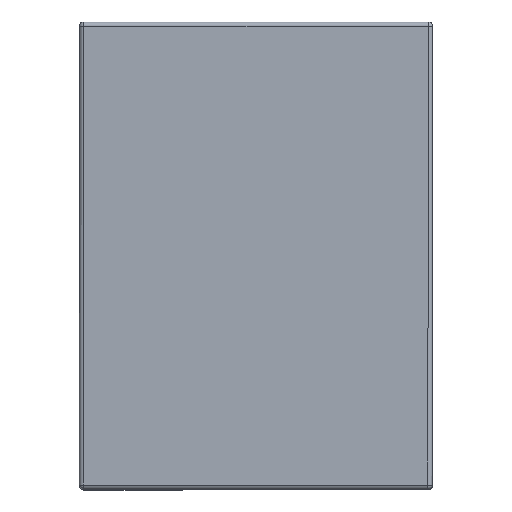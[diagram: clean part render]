
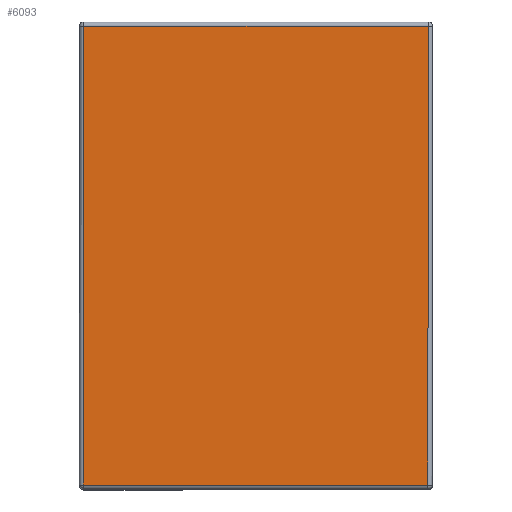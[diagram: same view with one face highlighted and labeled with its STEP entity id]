
A CAD part, top view. The second image highlights one B-rep face of the part: STEP entity #6093.
In plain terms, the highlighted planar face has unit normal (0, 0, 1).
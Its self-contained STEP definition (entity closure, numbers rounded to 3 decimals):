
#424=LINE('',#22255,#655);
#425=LINE('',#22258,#656);
#426=LINE('',#22260,#657);
#427=LINE('',#22262,#658);
#655=VECTOR('',#8785,1000.);
#656=VECTOR('',#8786,1000.);
#657=VECTOR('',#8787,1000.);
#658=VECTOR('',#8788,1000.);
#765=PLANE('',#7262);
#2109=ORIENTED_EDGE('',*,*,#2844,.T.);
#2110=ORIENTED_EDGE('',*,*,#2845,.T.);
#2111=ORIENTED_EDGE('',*,*,#2846,.T.);
#2112=ORIENTED_EDGE('',*,*,#2847,.T.);
#2844=EDGE_CURVE('',#3386,#3387,#424,.F.);
#2845=EDGE_CURVE('',#3387,#3388,#425,.F.);
#2846=EDGE_CURVE('',#3388,#3389,#426,.F.);
#2847=EDGE_CURVE('',#3389,#3386,#427,.F.);
#3386=VERTEX_POINT('',#22256);
#3387=VERTEX_POINT('',#22257);
#3388=VERTEX_POINT('',#22259);
#3389=VERTEX_POINT('',#22261);
#4582=EDGE_LOOP('',(#2109,#2110,#2111,#2112));
#5353=FACE_BOUND('',#4582,.T.);
#6093=ADVANCED_FACE('',(#5353),#765,.F.);
#7262=AXIS2_PLACEMENT_3D('',#22254,#8783,#8784);
#8783=DIRECTION('',(0.,0.,-1.));
#8784=DIRECTION('',(-1.,0.,0.));
#8785=DIRECTION('',(1.,0.,0.));
#8786=DIRECTION('',(0.,1.,0.));
#8787=DIRECTION('',(-1.,0.,0.));
#8788=DIRECTION('',(-0.001,-1.,0.));
#22254=CARTESIAN_POINT('',(0.,0.,
1.141));
#22255=CARTESIAN_POINT('',(-1.252,2.502,1.141));
#22256=CARTESIAN_POINT('',(1.224,2.502,1.141));
#22257=CARTESIAN_POINT('',(-1.222,2.502,1.141));
#22258=CARTESIAN_POINT('',(-1.223,-0.783,1.141));
#22259=CARTESIAN_POINT('',(-1.223,-0.753,1.141));
#22260=CARTESIAN_POINT('',(1.25,-0.754,1.141));
#22261=CARTESIAN_POINT('',(1.22,-0.754,1.141));
#22262=CARTESIAN_POINT('',(1.224,2.532,1.141));
